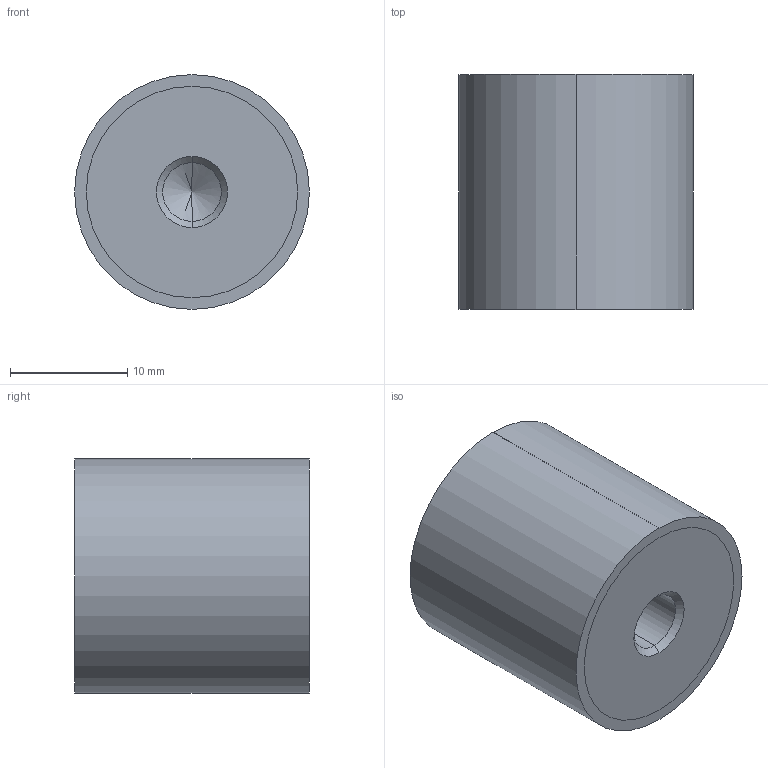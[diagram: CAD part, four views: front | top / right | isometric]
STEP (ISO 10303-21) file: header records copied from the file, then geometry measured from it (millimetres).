
FILE_DESCRIPTION (( 'STEP AP203' ), '1' );
FILE_NAME ('gn351-20-20-m6-ee-55.step', '2011-04-19T08:26:41', ( '_' ), ( '_' ), 'SwSTEP 2.0', 'SolidWorks 2009', '' );
FILE_SCHEMA (( 'CONFIG_CONTROL_DESIGN' ));
Length unit declared in the file: millimetre
Products named in the file (1): gn351-20-20-m6-ee-55
Bounding box: 20 x 20 x 20 mm (x, y, z)
Volume: 6023.3 mm3; surface area: 4333 mm2
Topology: 2 solids, 2 shells, 22 faces, 46 edges, 26 vertices
Faces by surface type: cylinder 10, cone 8, plane 4
Entity records: 641 total; most frequent: DIRECTION 112, CARTESIAN_POINT 91, ORIENTED_EDGE 84, AXIS2_PLACEMENT_3D 47, EDGE_CURVE 42, VERTEX_POINT 26, EDGE_LOOP 26, CIRCLE 24
